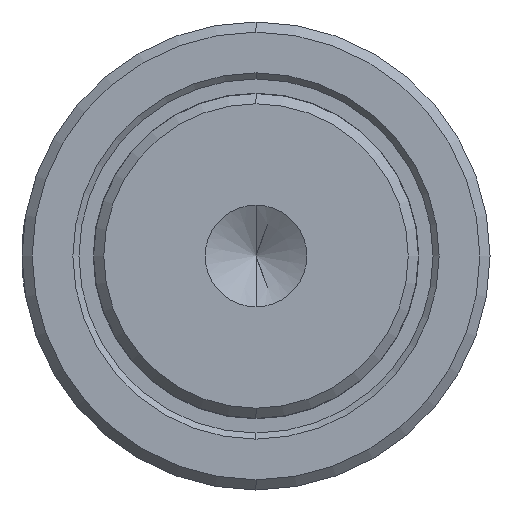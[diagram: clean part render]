
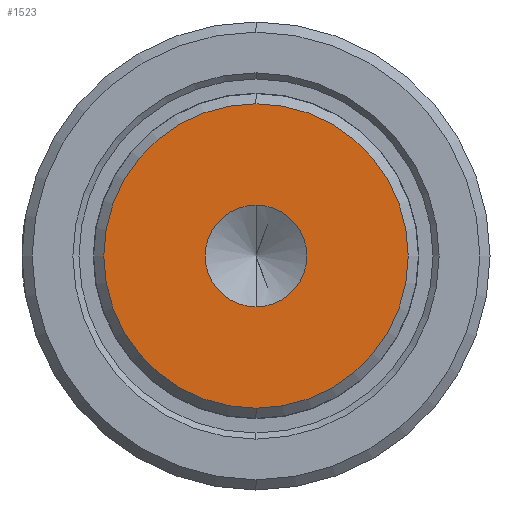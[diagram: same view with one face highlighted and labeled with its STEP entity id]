
A CAD part, left-side view. The second image highlights one B-rep face of the part: STEP entity #1523.
In plain terms, the highlighted planar face has unit normal (-1, 0, 0).
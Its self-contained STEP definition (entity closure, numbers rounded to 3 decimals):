
#89 = EDGE_CURVE ( 'NONE', #1805, #1061, #1225, .T. ) ;
#92 = EDGE_LOOP ( 'NONE', ( #867, #1366 ) ) ;
#173 = CARTESIAN_POINT ( 'NONE',  ( 0., 0., 0. ) ) ;
#207 = VERTEX_POINT ( 'NONE', #525 ) ;
#223 = CIRCLE ( 'NONE', #981, 7.48 ) ;
#273 = CARTESIAN_POINT ( 'NONE',  ( 0., 0., 0. ) ) ;
#307 = DIRECTION ( 'NONE',  ( 0., 0., 1. ) ) ;
#316 = DIRECTION ( 'NONE',  ( -1., 0., 0. ) ) ;
#332 = CARTESIAN_POINT ( 'NONE',  ( 0., 0., -2.5 ) ) ;
#347 = FACE_OUTER_BOUND ( 'NONE', #1116, .T. ) ;
#451 = AXIS2_PLACEMENT_3D ( 'NONE', #1446, #698, #1039 ) ;
#525 = CARTESIAN_POINT ( 'NONE',  ( 0., 0., 7.48 ) ) ;
#623 = EDGE_CURVE ( 'NONE', #1061, #1805, #1514, .T. ) ;
#679 = CARTESIAN_POINT ( 'NONE',  ( 0., 0., 2.5 ) ) ;
#698 = DIRECTION ( 'NONE',  ( -1., 0., 0. ) ) ;
#721 = EDGE_CURVE ( 'NONE', #1693, #207, #223, .T. ) ;
#723 = DIRECTION ( 'NONE',  ( 0., 0., 1. ) ) ;
#867 = ORIENTED_EDGE ( 'NONE', *, *, #623, .F. ) ;
#882 = AXIS2_PLACEMENT_3D ( 'NONE', #273, #1573, #723 ) ;
#899 = DIRECTION ( 'NONE',  ( -1., 0., 0. ) ) ;
#905 = EDGE_CURVE ( 'NONE', #207, #1693, #1817, .T. ) ;
#911 = CARTESIAN_POINT ( 'NONE',  ( 0., 0., 0. ) ) ;
#947 = ORIENTED_EDGE ( 'NONE', *, *, #721, .T. ) ;
#981 = AXIS2_PLACEMENT_3D ( 'NONE', #1306, #1183, #1167 ) ;
#1039 = DIRECTION ( 'NONE',  ( 0., 0., 1. ) ) ;
#1061 = VERTEX_POINT ( 'NONE', #679 ) ;
#1116 = EDGE_LOOP ( 'NONE', ( #947, #1191 ) ) ;
#1145 = PLANE ( 'NONE',  #882 ) ;
#1167 = DIRECTION ( 'NONE',  ( 0., 0., 1. ) ) ;
#1183 = DIRECTION ( 'NONE',  ( -1., 0., 0. ) ) ;
#1191 = ORIENTED_EDGE ( 'NONE', *, *, #905, .T. ) ;
#1225 = CIRCLE ( 'NONE', #1622, 2.5 ) ;
#1306 = CARTESIAN_POINT ( 'NONE',  ( 0., 0., 0. ) ) ;
#1324 = DIRECTION ( 'NONE',  ( 0., 0., 1. ) ) ;
#1325 = CARTESIAN_POINT ( 'NONE',  ( 0., 0., -7.48 ) ) ;
#1366 = ORIENTED_EDGE ( 'NONE', *, *, #89, .F. ) ;
#1446 = CARTESIAN_POINT ( 'NONE',  ( 0., 0., 0. ) ) ;
#1464 = FACE_BOUND ( 'NONE', #92, .T. ) ;
#1514 = CIRCLE ( 'NONE', #1867, 2.5 ) ;
#1523 = ADVANCED_FACE ( 'NONE', ( #347, #1464 ), #1145, .T. ) ;
#1573 = DIRECTION ( 'NONE',  ( -1., 0., 0. ) ) ;
#1622 = AXIS2_PLACEMENT_3D ( 'NONE', #173, #316, #307 ) ;
#1693 = VERTEX_POINT ( 'NONE', #1325 ) ;
#1805 = VERTEX_POINT ( 'NONE', #332 ) ;
#1817 = CIRCLE ( 'NONE', #451, 7.48 ) ;
#1867 = AXIS2_PLACEMENT_3D ( 'NONE', #911, #899, #1324 ) ;
